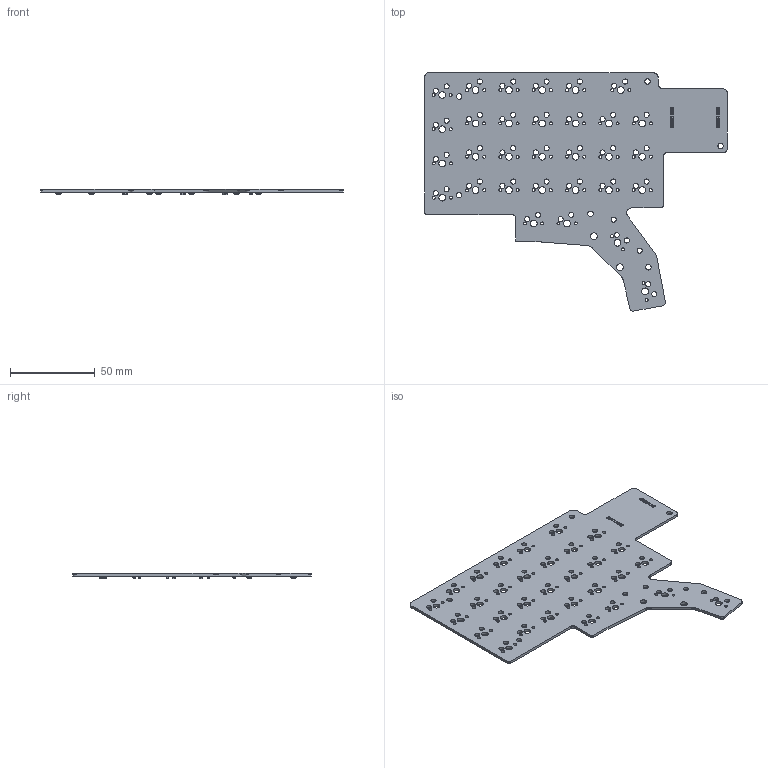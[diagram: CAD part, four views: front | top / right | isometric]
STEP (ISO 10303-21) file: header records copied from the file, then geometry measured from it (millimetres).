
FILE_DESCRIPTION(('KiCad electronic assembly'),'2;1');
FILE_NAME('Tiamat_v01_badge.step','2023-03-24T01:16:49',('Pcbnew'),( 'Kicad'),'Open CASCADE STEP processor 7.6','KiCad to STEP converter' ,'Unknown');
FILE_SCHEMA(('AUTOMOTIVE_DESIGN { 1 0 10303 214 1 1 1 1 }'));
Length unit declared in the file: millimetre
Products named in the file (4): Tiamat_v01_badge 1; D_SOD-123; SOLID; PCB
Assembly tree (33 placements, depth 3):
  Tiamat_v01_badge 1
    D_SOD-123  x31
      SOLID
    PCB
Bounding box: 178.4 x 140.68 x 3.2 mm (x, y, z)
Volume: 22947.4 mm3; surface area: 32530.5 mm2
Topology: 32 solids, 32 shells, 2471 faces, 6012 edges, 3636 vertices
Faces by surface type: plane 1212, bspline 806, cylinder 453
Full cylindrical faces by diameter (mm): 0.6 x40, 1.75 x62, 3 x62, 3.048 x2, 3.2 x6, 3.988 x33
Entity records: 35354 total; most frequent: CARTESIAN_POINT 8079, DIRECTION 4862, LINE 3064, VECTOR 3064, ORIENTED_EDGE 2664, PCURVE 2664, DEFINITIONAL_REPRESENTATION 2664, EDGE_CURVE 1332
